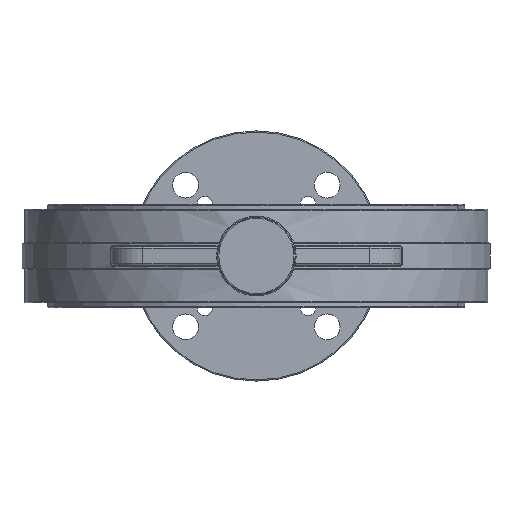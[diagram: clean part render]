
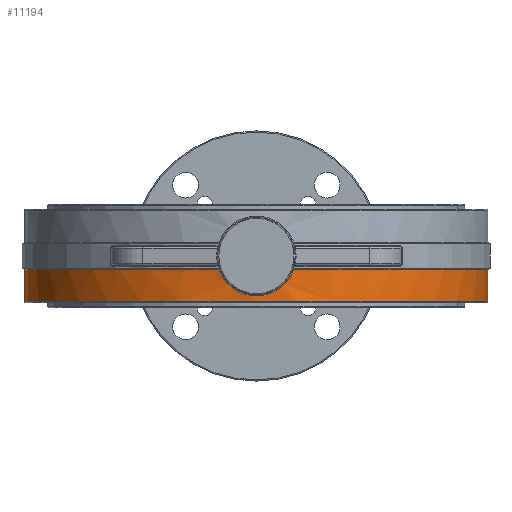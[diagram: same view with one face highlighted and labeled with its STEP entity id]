
A CAD part, front view. The second image highlights one B-rep face of the part: STEP entity #11194.
In plain terms, the highlighted cylindrical face has radius 161.925 mm (diameter 323.85 mm), a partial arc.
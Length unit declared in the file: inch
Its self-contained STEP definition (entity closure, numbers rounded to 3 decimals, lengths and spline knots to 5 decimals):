
#164 = CARTESIAN_POINT ( 'NONE',  ( 0.38221, -6.36359, -1.02822 ) ) ;
#287 = CARTESIAN_POINT ( 'NONE',  ( -0.51012, -6.35461, -0.97055 ) ) ;
#351 = CARTESIAN_POINT ( 'NONE',  ( -0.19534, -6.37207, -1.07991 ) ) ;
#661 = CARTESIAN_POINT ( 'NONE',  ( -6.375, 0., -0.37375 ) ) ;
#1133 = CARTESIAN_POINT ( 'NONE',  ( 0.88351, -6.3135, -0.64534 ) ) ;
#1196 = CARTESIAN_POINT ( 'NONE',  ( -0.27765, -6.36901, -1.06156 ) ) ;
#1211 = ORIENTED_EDGE ( 'NONE', *, *, #8215, .T. ) ;
#1266 = CARTESIAN_POINT ( 'NONE',  ( 0.13804, -6.37357, -1.08881 ) ) ;
#1329 = CARTESIAN_POINT ( 'NONE',  ( 0.05415, -6.37483, -1.09626 ) ) ;
#2118 = CARTESIAN_POINT ( 'NONE',  ( 1.00752, -6.29491, -0.42668 ) ) ;
#2174 = CARTESIAN_POINT ( 'NONE',  ( 6.375, 0., 1.2915 ) ) ;
#2185 = EDGE_CURVE ( 'NONE', #12939, #9518, #4531, .T. ) ;
#2189 = CARTESIAN_POINT ( 'NONE',  ( -0.05714, -6.37499, -1.09717 ) ) ;
#2256 = CARTESIAN_POINT ( 'NONE',  ( 0.73616, -6.33238, -0.81085 ) ) ;
#2284 = EDGE_CURVE ( 'NONE', #8039, #10516, #3701, .T. ) ;
#2325 = CARTESIAN_POINT ( 'NONE',  ( -0.60623, -6.34615, -0.91302 ) ) ;
#2448 = CARTESIAN_POINT ( 'NONE',  ( -0.7768, -6.32753, -0.77161 ) ) ;
#2490 = ORIENTED_EDGE ( 'NONE', *, *, #9051, .T. ) ;
#2644 = AXIS2_PLACEMENT_3D ( 'NONE', #8772, #9694, #9903 ) ;
#2930 = CARTESIAN_POINT ( 'NONE',  ( 0., 0., -1.26025 ) ) ;
#3122 = CIRCLE ( 'NONE', #9185, 6.375 ) ;
#3203 = CARTESIAN_POINT ( 'NONE',  ( 6.375, 0., -1.26025 ) ) ;
#3315 = CARTESIAN_POINT ( 'NONE',  ( -0.5346, -6.35259, -0.95715 ) ) ;
#3519 = DIRECTION ( 'NONE',  ( 0., 0., -1. ) ) ;
#3545 = ORIENTED_EDGE ( 'NONE', *, *, #2284, .T. ) ;
#3571 = VECTOR ( 'NONE', #7256, 39.37008 ) ;
#3696 = CARTESIAN_POINT ( 'NONE',  ( -0.67438, -6.33939, -0.86477 ) ) ;
#3701 = CIRCLE ( 'NONE', #2644, 6.375 ) ;
#4162 = CARTESIAN_POINT ( 'NONE',  ( 0.27568, -6.36926, -1.06319 ) ) ;
#4213 = EDGE_CURVE ( 'NONE', #12939, #10035, #8081, .T. ) ;
#4294 = CARTESIAN_POINT ( 'NONE',  ( 0.64991, -6.34183, -0.88216 ) ) ;
#4425 = CARTESIAN_POINT ( 'NONE',  ( -0.717, -6.33468, -0.8294 ) ) ;
#4523 = DIRECTION ( 'NONE',  ( 0., 0., -1. ) ) ;
#4531 = CIRCLE ( 'NONE', #12904, 6.375 ) ;
#4679 = CARTESIAN_POINT ( 'NONE',  ( -0.90167, -6.31101, -0.62137 ) ) ;
#4829 = DIRECTION ( 'NONE',  ( 0., 0., 1. ) ) ;
#5136 = VERTEX_POINT ( 'NONE', #10470 ) ;
#5143 = CARTESIAN_POINT ( 'NONE',  ( 0.83309, -6.32042, -0.71147 ) ) ;
#5213 = CARTESIAN_POINT ( 'NONE',  ( -0.30456, -6.36778, -1.05407 ) ) ;
#5280 = CARTESIAN_POINT ( 'NONE',  ( -0.38407, -6.36364, -1.02865 ) ) ;
#5343 = CARTESIAN_POINT ( 'NONE',  ( 0.02629, -6.37501, -1.09729 ) ) ;
#5502 = CARTESIAN_POINT ( 'NONE',  ( 0., 0., -0.37375 ) ) ;
#5631 = DIRECTION ( 'NONE',  ( 1., 0., 0. ) ) ;
#5648 = CARTESIAN_POINT ( 'NONE',  ( 6.375, 0., -0.37375 ) ) ;
#5697 = B_SPLINE_CURVE_WITH_KNOTS ( 'NONE', 3,
 ( #8230, #2118, #6124, #10138, #8167, #12229, #1133, #5143, #6323, #2256, #10267, #9132, #4294, #8293, #7314, #9335, #12294, #164, #12362, #4162, #7177, #1266, #11179, #1329, #5343, #2189, #8358, #351, #6190, #1196, #5213, #5280, #9268, #287, #3315, #11310, #2325, #3696, #4425, #2448, #11624, #6703, #7688, #4679, #10459, #10652, #11689, #11506 ),
 .UNSPECIFIED., .F., .F.,
 ( 4, 2, 2, 2, 2, 2, 2, 2, 2, 2, 2, 2, 2, 2, 2, 2, 2, 2, 2, 2, 2, 2, 2, 4 ),
 ( 0., 0.00428, 0.00641, 0.00855, 0.01283, 0.01497, 0.0171, 0.02138, 0.02352, 0.02566, 0.02993, 0.03207, 0.03421, 0.03848, 0.04062, 0.04276, 0.04703, 0.04917, 0.05131, 0.05559, 0.05772, 0.05986, 0.06414, 0.06841 ),
 .UNSPECIFIED. ) ;
#5990 = ORIENTED_EDGE ( 'NONE', *, *, #7141, .T. ) ;
#6124 = CARTESIAN_POINT ( 'NONE',  ( 0.98455, -6.29857, -0.47776 ) ) ;
#6190 = CARTESIAN_POINT ( 'NONE',  ( -0.22299, -6.37116, -1.07449 ) ) ;
#6323 = CARTESIAN_POINT ( 'NONE',  ( 0.79627, -6.3252, -0.75286 ) ) ;
#6681 = CARTESIAN_POINT ( 'NONE',  ( 1.0266, -6.2918, -0.37375 ) ) ;
#6703 = CARTESIAN_POINT ( 'NONE',  ( -0.83311, -6.32036, -0.70982 ) ) ;
#6758 = ORIENTED_EDGE ( 'NONE', *, *, #2185, .T. ) ;
#7141 = EDGE_CURVE ( 'NONE', #5136, #10035, #3122, .T. ) ;
#7177 = CARTESIAN_POINT ( 'NONE',  ( 0.22127, -6.3714, -1.07596 ) ) ;
#7256 = DIRECTION ( 'NONE',  ( 0., 0., -1. ) ) ;
#7314 = CARTESIAN_POINT ( 'NONE',  ( 0.53427, -6.35277, -0.95855 ) ) ;
#7554 = ORIENTED_EDGE ( 'NONE', *, *, #4213, .F. ) ;
#7688 = CARTESIAN_POINT ( 'NONE',  ( -0.85099, -6.31797, -0.68806 ) ) ;
#7703 = FACE_OUTER_BOUND ( 'NONE', #11784, .T. ) ;
#8039 = VERTEX_POINT ( 'NONE', #9005 ) ;
#8081 = LINE ( 'NONE', #2174, #10640 ) ;
#8167 = CARTESIAN_POINT ( 'NONE',  ( 0.92989, -6.30683, -0.5758 ) ) ;
#8215 = EDGE_CURVE ( 'NONE', #9518, #8039, #5697, .T. ) ;
#8230 = CARTESIAN_POINT ( 'NONE',  ( 1.0266, -6.2918, -0.37375 ) ) ;
#8293 = CARTESIAN_POINT ( 'NONE',  ( 0.58183, -6.34856, -0.93016 ) ) ;
#8358 = CARTESIAN_POINT ( 'NONE',  ( -0.11254, -6.37425, -1.09285 ) ) ;
#8475 = CARTESIAN_POINT ( 'NONE',  ( -6.375, 0., 1.2915 ) ) ;
#8685 = CYLINDRICAL_SURFACE ( 'NONE', #10131, 6.375 ) ;
#8772 = CARTESIAN_POINT ( 'NONE',  ( 0., 0., -0.37375 ) ) ;
#9005 = CARTESIAN_POINT ( 'NONE',  ( -1.0266, -6.2918, -0.37375 ) ) ;
#9051 = EDGE_CURVE ( 'NONE', #10516, #5136, #10085, .T. ) ;
#9132 = CARTESIAN_POINT ( 'NONE',  ( 0.67206, -6.33951, -0.86524 ) ) ;
#9185 = AXIS2_PLACEMENT_3D ( 'NONE', #2930, #4829, #10673 ) ;
#9192 = DIRECTION ( 'NONE',  ( 0., 0., -1. ) ) ;
#9268 = CARTESIAN_POINT ( 'NONE',  ( -0.43545, -6.36031, -1.00777 ) ) ;
#9335 = CARTESIAN_POINT ( 'NONE',  ( 0.45964, -6.35846, -0.99569 ) ) ;
#9518 = VERTEX_POINT ( 'NONE', #6681 ) ;
#9543 = DIRECTION ( 'NONE',  ( -1., 0., 0. ) ) ;
#9694 = DIRECTION ( 'NONE',  ( 0., 0., -1. ) ) ;
#9903 = DIRECTION ( 'NONE',  ( 1., 0., 0. ) ) ;
#10035 = VERTEX_POINT ( 'NONE', #3203 ) ;
#10085 = LINE ( 'NONE', #8475, #3571 ) ;
#10131 = AXIS2_PLACEMENT_3D ( 'NONE', #10543, #3519, #9543 ) ;
#10138 = CARTESIAN_POINT ( 'NONE',  ( 0.9443, -6.30469, -0.55161 ) ) ;
#10267 = CARTESIAN_POINT ( 'NONE',  ( 0.71523, -6.33479, -0.82956 ) ) ;
#10459 = CARTESIAN_POINT ( 'NONE',  ( -0.93174, -6.3066, -0.57478 ) ) ;
#10470 = CARTESIAN_POINT ( 'NONE',  ( -6.375, 0., -1.26025 ) ) ;
#10516 = VERTEX_POINT ( 'NONE', #661 ) ;
#10543 = CARTESIAN_POINT ( 'NONE',  ( 0., 0., 1.2915 ) ) ;
#10640 = VECTOR ( 'NONE', #9192, 39.37008 ) ;
#10652 = CARTESIAN_POINT ( 'NONE',  ( -0.98466, -6.29855, -0.47744 ) ) ;
#10673 = DIRECTION ( 'NONE',  ( 1., 0., 0. ) ) ;
#11179 = CARTESIAN_POINT ( 'NONE',  ( 0.10997, -6.37411, -1.09203 ) ) ;
#11194 = ADVANCED_FACE ( 'NONE', ( #7703 ), #8685, .T. ) ;
#11310 = CARTESIAN_POINT ( 'NONE',  ( -0.58274, -6.34836, -0.92834 ) ) ;
#11506 = CARTESIAN_POINT ( 'NONE',  ( -1.0266, -6.2918, -0.37375 ) ) ;
#11624 = CARTESIAN_POINT ( 'NONE',  ( -0.79604, -6.32513, -0.75155 ) ) ;
#11689 = CARTESIAN_POINT ( 'NONE',  ( -1.00752, -6.29491, -0.42668 ) ) ;
#11784 = EDGE_LOOP ( 'NONE', ( #7554, #6758, #1211, #3545, #2490, #5990 ) ) ;
#12229 = CARTESIAN_POINT ( 'NONE',  ( 0.89952, -6.31124, -0.62262 ) ) ;
#12294 = CARTESIAN_POINT ( 'NONE',  ( 0.43421, -6.36025, -1.00716 ) ) ;
#12362 = CARTESIAN_POINT ( 'NONE',  ( 0.35571, -6.36512, -1.03777 ) ) ;
#12904 = AXIS2_PLACEMENT_3D ( 'NONE', #5502, #4523, #5631 ) ;
#12939 = VERTEX_POINT ( 'NONE', #5648 ) ;
